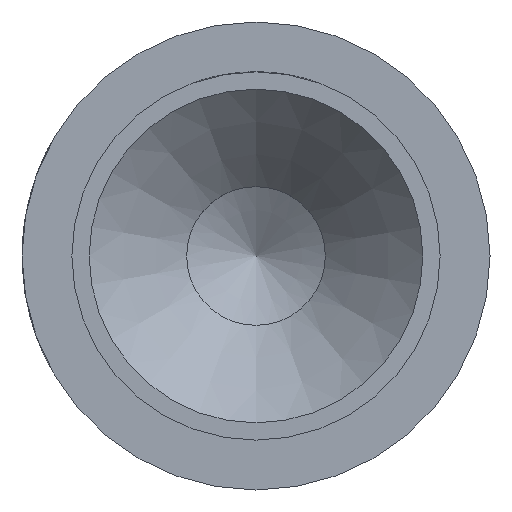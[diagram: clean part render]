
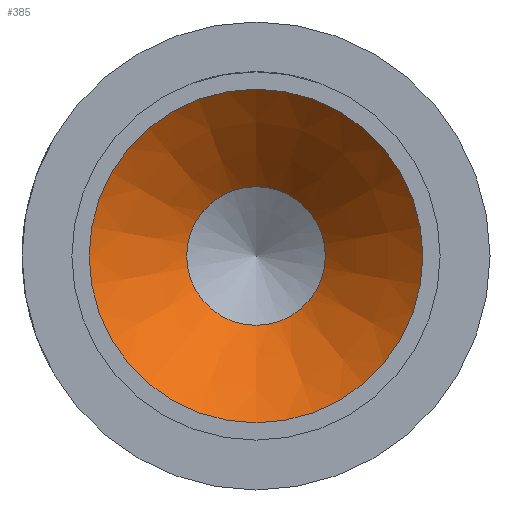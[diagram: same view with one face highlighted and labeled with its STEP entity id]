
A CAD part, left-side view. The second image highlights one B-rep face of the part: STEP entity #385.
In plain terms, the highlighted conical face has half-angle 45 degrees and reference radius 0.77 mm.
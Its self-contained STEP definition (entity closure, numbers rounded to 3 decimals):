
#253=CONICAL_SURFACE('',#845,0.77,45.);
#338=CIRCLE('',#838,0.77);
#339=CIRCLE('',#840,0.32);
#367=FACE_BOUND('',#462,.T.);
#368=FACE_BOUND('',#463,.T.);
#385=ADVANCED_FACE('',(#367,#368),#253,.F.);
#462=EDGE_LOOP('',(#537));
#463=EDGE_LOOP('',(#538));
#537=ORIENTED_EDGE('',*,*,#709,.F.);
#538=ORIENTED_EDGE('',*,*,#707,.F.);
#653=VERTEX_POINT('',#1141);
#655=VERTEX_POINT('',#1212);
#707=EDGE_CURVE('',#653,#653,#338,.T.);
#709=EDGE_CURVE('',#655,#655,#339,.T.);
#838=AXIS2_PLACEMENT_3D('',#1140,#914,#915);
#840=AXIS2_PLACEMENT_3D('',#1211,#918,#919);
#845=AXIS2_PLACEMENT_3D('',#1219,#928,#929);
#914=DIRECTION('',(1.,0.,0.));
#915=DIRECTION('',(0.,0.,-1.));
#918=DIRECTION('',(-1.,0.,0.));
#919=DIRECTION('',(0.,0.,-1.));
#928=DIRECTION('',(-1.,0.,0.));
#929=DIRECTION('',(0.,0.,-1.));
#1140=CARTESIAN_POINT('',(-4.05,0.,0.));
#1141=CARTESIAN_POINT('',(-4.05,0.,-0.77));
#1211=CARTESIAN_POINT('',(-3.6,0.,0.));
#1212=CARTESIAN_POINT('',(-3.6,0.,-0.32));
#1219=CARTESIAN_POINT('',(-4.05,0.,0.));
